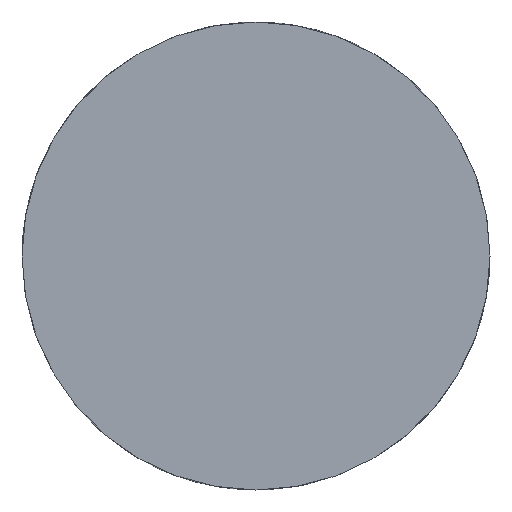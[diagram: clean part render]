
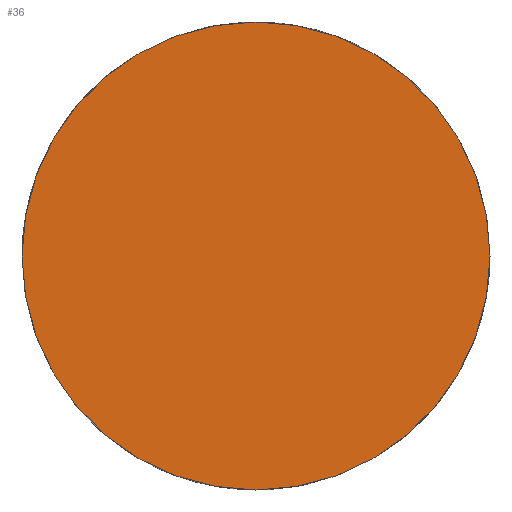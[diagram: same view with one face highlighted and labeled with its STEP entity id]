
A CAD part, left-side view. The second image highlights one B-rep face of the part: STEP entity #36.
In plain terms, the highlighted planar face has unit normal (-1, 0, 0).
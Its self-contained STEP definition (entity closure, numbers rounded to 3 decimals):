
#11 = DIRECTION ( 'NONE',  ( -1., 0., 0. ) ) ;
#19 = EDGE_LOOP ( 'NONE', ( #102, #25 ) ) ;
#20 = CARTESIAN_POINT ( 'NONE',  ( 0., 25.4, 25.4 ) ) ;
#22 = CIRCLE ( 'NONE', #61, 25.4 ) ;
#25 = ORIENTED_EDGE ( 'NONE', *, *, #133, .T. ) ;
#34 = CARTESIAN_POINT ( 'NONE',  ( 0., 0., 25.4 ) ) ;
#36 = ADVANCED_FACE ( 'NONE', ( #131 ), #98, .F. ) ;
#42 = CARTESIAN_POINT ( 'NONE',  ( 0., -25.4, 25.4 ) ) ;
#43 = CARTESIAN_POINT ( 'NONE',  ( 0., 0., 25.4 ) ) ;
#46 = DIRECTION ( 'NONE',  ( -1., 0., 0. ) ) ;
#47 = DIRECTION ( 'NONE',  ( 0., -1., 0. ) ) ;
#50 = CARTESIAN_POINT ( 'NONE',  ( 0., 25.4, 50.8 ) ) ;
#54 = VERTEX_POINT ( 'NONE', #20 ) ;
#59 = EDGE_CURVE ( 'NONE', #139, #54, #95, .T. ) ;
#61 = AXIS2_PLACEMENT_3D ( 'NONE', #43, #46, #47 ) ;
#63 = DIRECTION ( 'NONE',  ( 0., -1., 0. ) ) ;
#86 = AXIS2_PLACEMENT_3D ( 'NONE', #50, #117, #122 ) ;
#95 = CIRCLE ( 'NONE', #123, 25.4 ) ;
#98 = PLANE ( 'NONE',  #86 ) ;
#102 = ORIENTED_EDGE ( 'NONE', *, *, #59, .T. ) ;
#117 = DIRECTION ( 'NONE',  ( 1., 0., 0. ) ) ;
#122 = DIRECTION ( 'NONE',  ( 0., 1., 0. ) ) ;
#123 = AXIS2_PLACEMENT_3D ( 'NONE', #34, #11, #63 ) ;
#131 = FACE_OUTER_BOUND ( 'NONE', #19, .T. ) ;
#133 = EDGE_CURVE ( 'NONE', #54, #139, #22, .T. ) ;
#139 = VERTEX_POINT ( 'NONE', #42 ) ;
